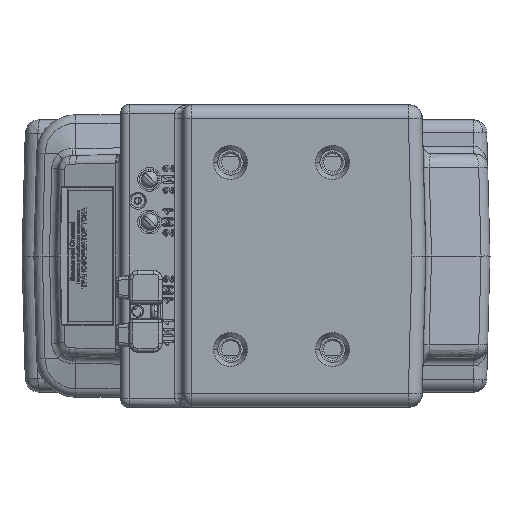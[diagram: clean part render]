
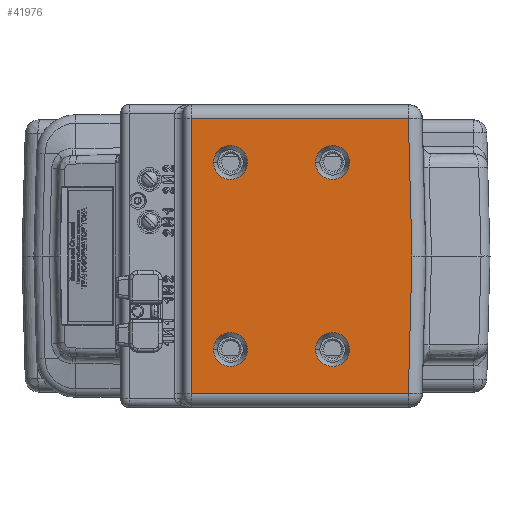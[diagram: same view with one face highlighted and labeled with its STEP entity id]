
A CAD part, front view. The second image highlights one B-rep face of the part: STEP entity #41976.
In plain terms, the highlighted planar face has unit normal (0, -1, 0).
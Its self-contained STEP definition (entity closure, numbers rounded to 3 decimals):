
#1962 = CARTESIAN_POINT ( 'NONE',  ( -112.5, 0., 55. ) ) ;
#1963 = DIRECTION ( 'NONE',  ( 0., -1., 0. ) ) ;
#1964 = DIRECTION ( 'NONE',  ( 1., 0., 0. ) ) ;
#1969 = DIRECTION ( 'NONE',  ( 0., -1., 0. ) ) ;
#1970 = DIRECTION ( 'NONE',  ( 1., 0., 0. ) ) ;
#2040 = CARTESIAN_POINT ( 'NONE',  ( -112.5, 0., -55. ) ) ;
#2041 = DIRECTION ( 'NONE',  ( 0., -1., 0. ) ) ;
#2042 = DIRECTION ( 'NONE',  ( 1., 0., 0. ) ) ;
#3948 = CARTESIAN_POINT ( 'NONE',  ( -52.5, 0., -55. ) ) ;
#3951 = DIRECTION ( 'NONE',  ( 0., -1., 0. ) ) ;
#3952 = DIRECTION ( 'NONE',  ( 1., 0., 0. ) ) ;
#4146 = CARTESIAN_POINT ( 'NONE',  ( -52.5, 0., 55. ) ) ;
#10775 = VERTEX_POINT ( 'NONE', #10862 ) ;
#10778 = VERTEX_POINT ( 'NONE', #10865 ) ;
#10780 = VERTEX_POINT ( 'NONE', #10867 ) ;
#10862 = CARTESIAN_POINT ( 'NONE',  ( -122.5, 0., 55. ) ) ;
#10865 = CARTESIAN_POINT ( 'NONE',  ( -62.5, 0., -55. ) ) ;
#10867 = CARTESIAN_POINT ( 'NONE',  ( -102.5, 0., 55. ) ) ;
#15603 = EDGE_CURVE ( 'NONE', #10778, #30494, #46614, .T. ) ;
#15684 = EDGE_CURVE ( 'NONE', #30491, #30489, #46732, .T. ) ;
#15686 = EDGE_CURVE ( 'NONE', #10775, #10780, #46734, .T. ) ;
#15707 = EDGE_CURVE ( 'NONE', #30499, #30505, #46766, .T. ) ;
#16291 = VERTEX_POINT ( 'NONE', #35581 ) ;
#16292 = VERTEX_POINT ( 'NONE', #35582 ) ;
#16293 = VERTEX_POINT ( 'NONE', #35583 ) ;
#16295 = VERTEX_POINT ( 'NONE', #35585 ) ;
#18312 = VERTEX_POINT ( 'NONE', #36194 ) ;
#21418 = CARTESIAN_POINT ( 'NONE',  ( -7.421, 0., -59.806 ) ) ;
#21420 = CARTESIAN_POINT ( 'NONE',  ( -7.421, 0., 59.806 ) ) ;
#21421 = DIRECTION ( 'NONE',  ( -0.026, 0., 1. ) ) ;
#21431 = DIRECTION ( 'NONE',  ( -0.026, 0., -1. ) ) ;
#21462 = CARTESIAN_POINT ( 'NONE',  ( -52.5, 0., 55. ) ) ;
#21469 = CARTESIAN_POINT ( 'NONE',  ( -176.611, 0., -80.817 ) ) ;
#21471 = DIRECTION ( 'NONE',  ( -1., 0., 0. ) ) ;
#21479 = CARTESIAN_POINT ( 'NONE',  ( -52.5, 0., -55. ) ) ;
#21482 = DIRECTION ( 'NONE',  ( 0., -1., 0. ) ) ;
#21484 = DIRECTION ( 'NONE',  ( 1., 0., 0. ) ) ;
#21485 = CARTESIAN_POINT ( 'NONE',  ( -112.5, 0., 55. ) ) ;
#21494 = DIRECTION ( 'NONE',  ( 0., -1., 0. ) ) ;
#21496 = DIRECTION ( 'NONE',  ( 1., 0., 0. ) ) ;
#21499 = CARTESIAN_POINT ( 'NONE',  ( -176.611, 0., 80.817 ) ) ;
#21501 = DIRECTION ( 'NONE',  ( -1., 0., 0. ) ) ;
#21505 = DIRECTION ( 'NONE',  ( 0., -1., 0. ) ) ;
#21507 = DIRECTION ( 'NONE',  ( 1., 0., 0. ) ) ;
#21509 = CARTESIAN_POINT ( 'NONE',  ( -112.5, 0., -55. ) ) ;
#21531 = DIRECTION ( 'NONE',  ( 0., -1., 0. ) ) ;
#21533 = DIRECTION ( 'NONE',  ( 1., 0., 0. ) ) ;
#21540 = CARTESIAN_POINT ( 'NONE',  ( -135.5, 0., 60. ) ) ;
#21542 = DIRECTION ( 'NONE',  ( 0., 0., -1. ) ) ;
#22669 = VECTOR ( 'NONE', #21431, 1000. ) ;
#22677 = LINE ( 'NONE', #21420, #22678 ) ;
#22678 = VECTOR ( 'NONE', #21421, 1000. ) ;
#22679 = LINE ( 'NONE', #21418, #22669 ) ;
#22683 = LINE ( 'NONE', #21469, #22684 ) ;
#22684 = VECTOR ( 'NONE', #21471, 1000. ) ;
#22686 = LINE ( 'NONE', #21499, #22692 ) ;
#22691 = CIRCLE ( 'NONE', #34966, 10. ) ;
#22692 = VECTOR ( 'NONE', #21501, 1000. ) ;
#22695 = CIRCLE ( 'NONE', #34969, 10. ) ;
#22697 = CIRCLE ( 'NONE', #34971, 10. ) ;
#22699 = CIRCLE ( 'NONE', #34965, 10. ) ;
#22700 = LINE ( 'NONE', #21540, #22701 ) ;
#22701 = VECTOR ( 'NONE', #21542, 1000. ) ;
#25165 = EDGE_LOOP ( 'NONE', ( #26652, #26653 ) ) ;
#25171 = EDGE_LOOP ( 'NONE', ( #26654, #26655 ) ) ;
#25173 = EDGE_LOOP ( 'NONE', ( #26656, #26657 ) ) ;
#25176 = EDGE_LOOP ( 'NONE', ( #26658, #26659 ) ) ;
#25178 = EDGE_LOOP ( 'NONE', ( #26660, #26661, #26662, #26663, #26664 ) ) ;
#26052 = PLANE ( 'NONE',  #34624 ) ;
#26055 = CARTESIAN_POINT ( 'NONE',  ( 0., 0., 60. ) ) ;
#26059 = DIRECTION ( 'NONE',  ( 0., 1., 0. ) ) ;
#26060 = DIRECTION ( 'NONE',  ( -1., 0., 0. ) ) ;
#26652 = ORIENTED_EDGE ( 'NONE', *, *, #44990, .F. ) ;
#26653 = ORIENTED_EDGE ( 'NONE', *, *, #15707, .F. ) ;
#26654 = ORIENTED_EDGE ( 'NONE', *, *, #44987, .F. ) ;
#26655 = ORIENTED_EDGE ( 'NONE', *, *, #15686, .F. ) ;
#26656 = ORIENTED_EDGE ( 'NONE', *, *, #44982, .F. ) ;
#26657 = ORIENTED_EDGE ( 'NONE', *, *, #15603, .F. ) ;
#26658 = ORIENTED_EDGE ( 'NONE', *, *, #44978, .F. ) ;
#26659 = ORIENTED_EDGE ( 'NONE', *, *, #15684, .F. ) ;
#26660 = ORIENTED_EDGE ( 'NONE', *, *, #44985, .T. ) ;
#26661 = ORIENTED_EDGE ( 'NONE', *, *, #44992, .T. ) ;
#26662 = ORIENTED_EDGE ( 'NONE', *, *, #44973, .F. ) ;
#26663 = ORIENTED_EDGE ( 'NONE', *, *, #44958, .F. ) ;
#26664 = ORIENTED_EDGE ( 'NONE', *, *, #44954, .T. ) ;
#30489 = VERTEX_POINT ( 'NONE', #36342 ) ;
#30491 = VERTEX_POINT ( 'NONE', #36344 ) ;
#30494 = VERTEX_POINT ( 'NONE', #36347 ) ;
#30499 = VERTEX_POINT ( 'NONE', #36352 ) ;
#30505 = VERTEX_POINT ( 'NONE', #36358 ) ;
#34624 = AXIS2_PLACEMENT_3D ( 'NONE', #26055, #26059, #26060 ) ;
#34965 = AXIS2_PLACEMENT_3D ( 'NONE', #21509, #21531, #21533 ) ;
#34966 = AXIS2_PLACEMENT_3D ( 'NONE', #21462, #21482, #21484 ) ;
#34969 = AXIS2_PLACEMENT_3D ( 'NONE', #21479, #21494, #21496 ) ;
#34971 = AXIS2_PLACEMENT_3D ( 'NONE', #21485, #21505, #21507 ) ;
#35581 = CARTESIAN_POINT ( 'NONE',  ( -5.855, 0., 0. ) ) ;
#35582 = CARTESIAN_POINT ( 'NONE',  ( -7.971, 0., -80.817 ) ) ;
#35583 = CARTESIAN_POINT ( 'NONE',  ( -135.5, 0., -80.817 ) ) ;
#35585 = CARTESIAN_POINT ( 'NONE',  ( -135.5, 0., 80.817 ) ) ;
#36194 = CARTESIAN_POINT ( 'NONE',  ( -7.971, 0., 80.817 ) ) ;
#36342 = CARTESIAN_POINT ( 'NONE',  ( -42.5, 0., 55. ) ) ;
#36344 = CARTESIAN_POINT ( 'NONE',  ( -62.5, 0., 55. ) ) ;
#36347 = CARTESIAN_POINT ( 'NONE',  ( -42.5, 0., -55. ) ) ;
#36352 = CARTESIAN_POINT ( 'NONE',  ( -122.5, 0., -55. ) ) ;
#36358 = CARTESIAN_POINT ( 'NONE',  ( -102.5, 0., -55. ) ) ;
#38762 = FACE_BOUND ( 'NONE', #25165, .T. ) ;
#38764 = FACE_OUTER_BOUND ( 'NONE', #25178, .T. ) ;
#38770 = FACE_BOUND ( 'NONE', #25171, .T. ) ;
#38772 = FACE_BOUND ( 'NONE', #25173, .T. ) ;
#38774 = FACE_BOUND ( 'NONE', #25176, .T. ) ;
#41976 = ADVANCED_FACE ( 'NONE', ( #38762, #38770, #38772, #38774, #38764 ), #26052, .F. ) ;
#44954 = EDGE_CURVE ( 'NONE', #16291, #18312, #22677, .T. ) ;
#44958 = EDGE_CURVE ( 'NONE', #16291, #16292, #22679, .T. ) ;
#44973 = EDGE_CURVE ( 'NONE', #16292, #16293, #22683, .T. ) ;
#44978 = EDGE_CURVE ( 'NONE', #30489, #30491, #22691, .T. ) ;
#44982 = EDGE_CURVE ( 'NONE', #30494, #10778, #22695, .T. ) ;
#44985 = EDGE_CURVE ( 'NONE', #18312, #16295, #22686, .T. ) ;
#44987 = EDGE_CURVE ( 'NONE', #10780, #10775, #22697, .T. ) ;
#44990 = EDGE_CURVE ( 'NONE', #30505, #30499, #22699, .T. ) ;
#44992 = EDGE_CURVE ( 'NONE', #16295, #16293, #22700, .T. ) ;
#46614 = CIRCLE ( 'NONE', #48794, 10. ) ;
#46732 = CIRCLE ( 'NONE', #48824, 10. ) ;
#46734 = CIRCLE ( 'NONE', #48825, 10. ) ;
#46766 = CIRCLE ( 'NONE', #48831, 10. ) ;
#48794 = AXIS2_PLACEMENT_3D ( 'NONE', #3948, #3951, #3952 ) ;
#48824 = AXIS2_PLACEMENT_3D ( 'NONE', #4146, #1963, #1964 ) ;
#48825 = AXIS2_PLACEMENT_3D ( 'NONE', #1962, #1969, #1970 ) ;
#48831 = AXIS2_PLACEMENT_3D ( 'NONE', #2040, #2041, #2042 ) ;
